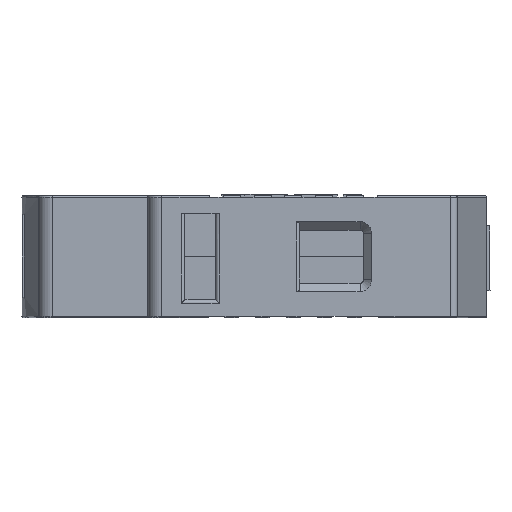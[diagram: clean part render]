
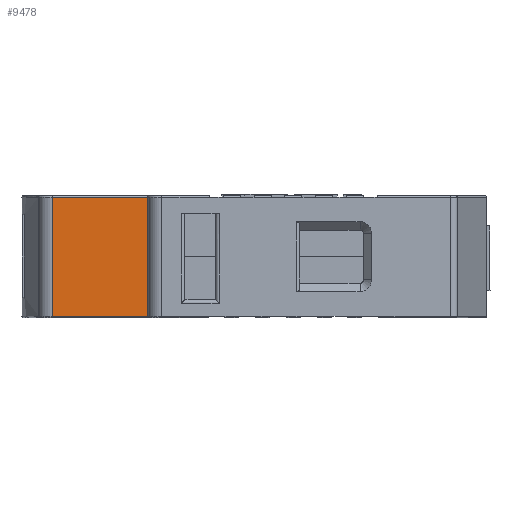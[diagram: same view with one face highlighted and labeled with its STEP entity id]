
A CAD part, left-side view. The second image highlights one B-rep face of the part: STEP entity #9478.
In plain terms, the highlighted planar face has unit normal (-1, 0, 0).
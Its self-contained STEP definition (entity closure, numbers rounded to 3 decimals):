
#638 = ORIENTED_EDGE ( 'NONE', *, *, #40559, .F. ) ;
#1564 = VECTOR ( 'NONE', #44498, 1000. ) ;
#1933 = VERTEX_POINT ( 'NONE', #17161 ) ;
#2130 = DIRECTION ( 'NONE',  ( 0., -0.707, -0.707 ) ) ;
#2230 = VECTOR ( 'NONE', #29801, 1000. ) ;
#2349 = CARTESIAN_POINT ( 'NONE',  ( -31., -12.7, 7.05 ) ) ;
#4754 = CARTESIAN_POINT ( 'NONE',  ( -31., -12.2, 0. ) ) ;
#6238 = VERTEX_POINT ( 'NONE', #8993 ) ;
#6288 = CARTESIAN_POINT ( 'NONE',  ( -31., -12.2, -8.7 ) ) ;
#7516 = VERTEX_POINT ( 'NONE', #4754 ) ;
#8993 = CARTESIAN_POINT ( 'NONE',  ( -31., -12.15, 8.7 ) ) ;
#9292 = ORIENTED_EDGE ( 'NONE', *, *, #21358, .F. ) ;
#9478 = ADVANCED_FACE ( 'NONE', ( #45291 ), #37796, .F. ) ;
#10468 = LINE ( 'NONE', #38584, #30099 ) ;
#10598 = VECTOR ( 'NONE', #20416, 1000. ) ;
#11219 = CARTESIAN_POINT ( 'NONE',  ( -31., -13., 6.75 ) ) ;
#11814 = CARTESIAN_POINT ( 'NONE',  ( -31., -12.2, 7.05 ) ) ;
#12602 = ORIENTED_EDGE ( 'NONE', *, *, #25917, .F. ) ;
#12643 = LINE ( 'NONE', #30434, #2230 ) ;
#12727 = DIRECTION ( 'NONE',  ( 0., -1., 0. ) ) ;
#13235 = LINE ( 'NONE', #44273, #1564 ) ;
#13387 = VECTOR ( 'NONE', #41762, 1000. ) ;
#15034 = VECTOR ( 'NONE', #38446, 1000. ) ;
#15113 = CARTESIAN_POINT ( 'NONE',  ( -31., -12.2, -8.7 ) ) ;
#15352 = VERTEX_POINT ( 'NONE', #11219 ) ;
#15773 = VERTEX_POINT ( 'NONE', #34221 ) ;
#16224 = DIRECTION ( 'NONE',  ( 0., 1., 0. ) ) ;
#17161 = CARTESIAN_POINT ( 'NONE',  ( -31., 1.8, 8.7 ) ) ;
#17238 = EDGE_CURVE ( 'NONE', #15773, #1933, #22626, .T. ) ;
#17779 = ORIENTED_EDGE ( 'NONE', *, *, #18954, .F. ) ;
#18539 = VERTEX_POINT ( 'NONE', #50582 ) ;
#18808 = EDGE_CURVE ( 'NONE', #34604, #7516, #13235, .T. ) ;
#18954 = EDGE_CURVE ( 'NONE', #1933, #6238, #46406, .T. ) ;
#20416 = DIRECTION ( 'NONE',  ( 0., 0., -1. ) ) ;
#20712 = CARTESIAN_POINT ( 'NONE',  ( -31., -13., -8.7 ) ) ;
#20965 = EDGE_CURVE ( 'NONE', #6238, #18539, #12643, .T. ) ;
#21358 = EDGE_CURVE ( 'NONE', #18539, #32670, #31658, .T. ) ;
#22135 = EDGE_CURVE ( 'NONE', #32670, #15352, #40213, .T. ) ;
#22299 = VECTOR ( 'NONE', #16224, 1000. ) ;
#22626 = LINE ( 'NONE', #41882, #13387 ) ;
#22834 = LINE ( 'NONE', #15113, #22299 ) ;
#23141 = EDGE_CURVE ( 'NONE', #15352, #35610, #31462, .T. ) ;
#24049 = EDGE_LOOP ( 'NONE', ( #27231, #9292, #37798, #17779, #41174, #638, #42056, #12602, #49973 ) ) ;
#25917 = EDGE_CURVE ( 'NONE', #35610, #7516, #10468, .T. ) ;
#27231 = ORIENTED_EDGE ( 'NONE', *, *, #22135, .F. ) ;
#27769 = CARTESIAN_POINT ( 'NONE',  ( -31., -13., 0. ) ) ;
#28484 = VECTOR ( 'NONE', #2130, 1000. ) ;
#29801 = DIRECTION ( 'NONE',  ( 0., 0., -1. ) ) ;
#30099 = VECTOR ( 'NONE', #38348, 1000. ) ;
#30434 = CARTESIAN_POINT ( 'NONE',  ( -31., -12.15, -8.7 ) ) ;
#31462 = LINE ( 'NONE', #20712, #10598 ) ;
#31658 = LINE ( 'NONE', #11814, #39682 ) ;
#32666 = CARTESIAN_POINT ( 'NONE',  ( -31., -12.7, 7.05 ) ) ;
#32670 = VERTEX_POINT ( 'NONE', #32666 ) ;
#34221 = CARTESIAN_POINT ( 'NONE',  ( -31., 1.8, -8.7 ) ) ;
#34604 = VERTEX_POINT ( 'NONE', #6288 ) ;
#35610 = VERTEX_POINT ( 'NONE', #27769 ) ;
#37618 = DIRECTION ( 'NONE',  ( 0., 0., -1. ) ) ;
#37669 = DIRECTION ( 'NONE',  ( 1., 0., 0. ) ) ;
#37796 = PLANE ( 'NONE',  #41086 ) ;
#37798 = ORIENTED_EDGE ( 'NONE', *, *, #20965, .F. ) ;
#38075 = CARTESIAN_POINT ( 'NONE',  ( -31., -12.2, -8.7 ) ) ;
#38348 = DIRECTION ( 'NONE',  ( 0., 1., 0. ) ) ;
#38446 = DIRECTION ( 'NONE',  ( 0., -1., 0. ) ) ;
#38553 = CARTESIAN_POINT ( 'NONE',  ( -31., -12.2, 8.7 ) ) ;
#38584 = CARTESIAN_POINT ( 'NONE',  ( -31., -34.8, 0. ) ) ;
#39682 = VECTOR ( 'NONE', #12727, 1000. ) ;
#40213 = LINE ( 'NONE', #2349, #28484 ) ;
#40559 = EDGE_CURVE ( 'NONE', #34604, #15773, #22834, .T. ) ;
#41086 = AXIS2_PLACEMENT_3D ( 'NONE', #38075, #37669, #37618 ) ;
#41174 = ORIENTED_EDGE ( 'NONE', *, *, #17238, .F. ) ;
#41762 = DIRECTION ( 'NONE',  ( 0., 0., 1. ) ) ;
#41882 = CARTESIAN_POINT ( 'NONE',  ( -31., 1.8, 8.7 ) ) ;
#42056 = ORIENTED_EDGE ( 'NONE', *, *, #18808, .T. ) ;
#44273 = CARTESIAN_POINT ( 'NONE',  ( -31., -12.2, 8.7 ) ) ;
#44498 = DIRECTION ( 'NONE',  ( 0., 0., 1. ) ) ;
#45291 = FACE_OUTER_BOUND ( 'NONE', #24049, .T. ) ;
#46406 = LINE ( 'NONE', #38553, #15034 ) ;
#49973 = ORIENTED_EDGE ( 'NONE', *, *, #23141, .F. ) ;
#50582 = CARTESIAN_POINT ( 'NONE',  ( -31., -12.15, 7.05 ) ) ;
